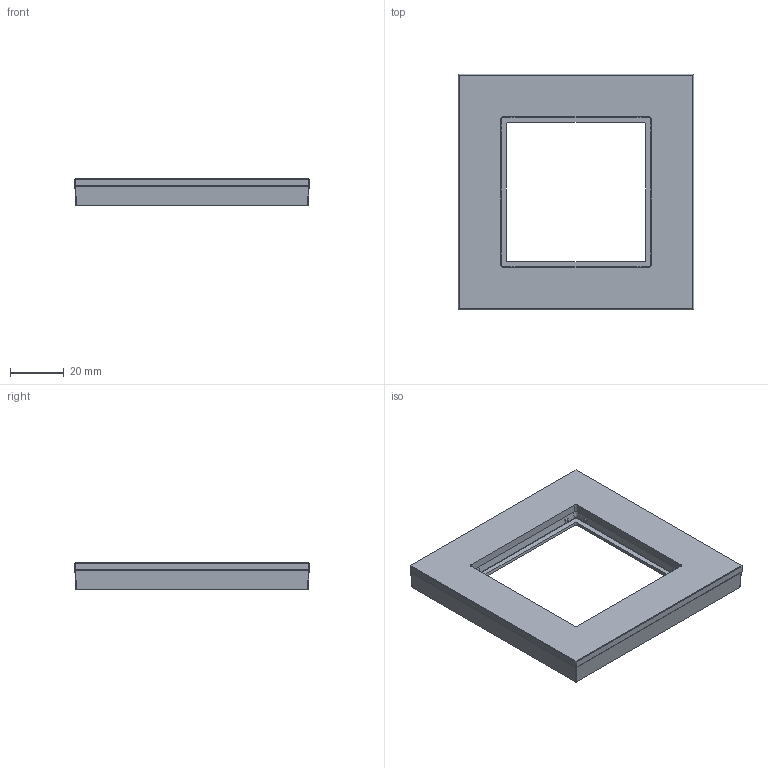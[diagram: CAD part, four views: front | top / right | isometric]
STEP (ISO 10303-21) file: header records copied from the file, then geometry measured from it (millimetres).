
FILE_DESCRIPTION((''),'2;1');
FILE_NAME('WAD8100GBM_ASM','2025-02-24T09:21:50',('andolfs'),(''),'CREO PARAMETRIC BY PTC INC, 2023154','CREO PARAMETRIC BY PTC INC, 2023154','');
FILE_SCHEMA(('CONFIG_CONTROL_DESIGN','SHAPE_APPEARANCE_LAYERS_GROUPS'));
Products named in the file (6): W4G0205_18; W1A2174_86; W1A2193_GP; 9204676000_KLEBEPAD; W2A0565_00_ASM; WAD8100GBM_ASM
Assembly tree (5 placements, depth 3):
  WAD8100GBM_ASM
    W4G0205_18
    W2A0565_00_ASM
      W1A2174_86
      W1A2193_GP
      9204676000_KLEBEPAD
Bounding box: 88 x 88 x 10 mm (x, y, z)
Volume: 26670.2 mm3; surface area: 31749.6 mm2
Topology: 3 solids, 3 shells, 2075 faces, 5503 edges, 3554 vertices
Faces by surface type: plane 785, extrusion 782, cylinder 256, bspline 176, cone 28, torus 28, sphere 16, revolution 4
Entity records: 118009 total; most frequent: CARTESIAN_POINT 37380, ORIENTED_EDGE 11006, PRESENTATION_STYLE_ASSIGNMENT 8300, STYLED_ITEM 8300, DIRECTION 7011, CURVE_STYLE 6241, EDGE_CURVE 5503, VECTOR 3809
